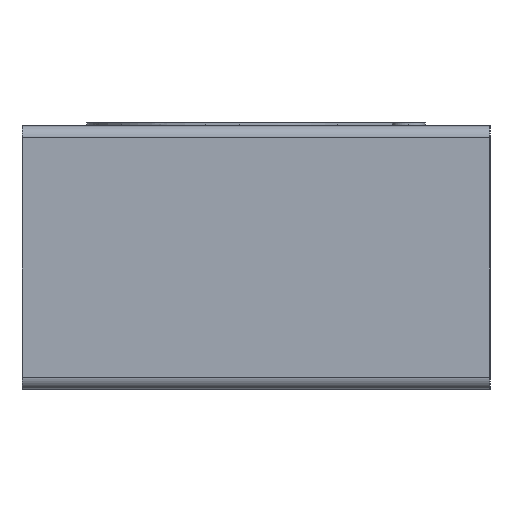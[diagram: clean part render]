
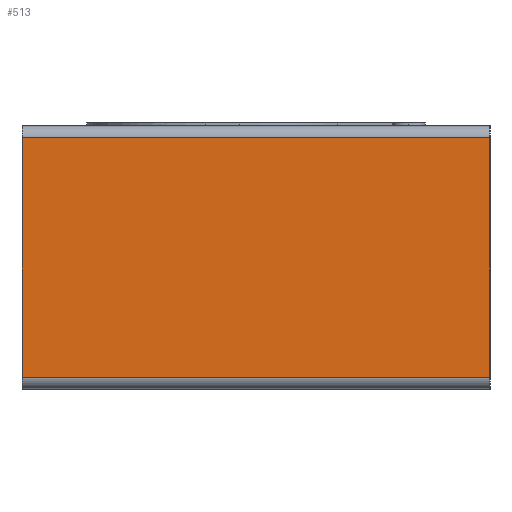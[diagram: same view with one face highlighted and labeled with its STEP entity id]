
A CAD part, left-side view. The second image highlights one B-rep face of the part: STEP entity #513.
In plain terms, the highlighted planar face has unit normal (-1, 0, 0).
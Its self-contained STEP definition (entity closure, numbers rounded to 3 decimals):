
#59 = PLANE('',#60);
#60 = AXIS2_PLACEMENT_3D('',#61,#62,#63);
#61 = CARTESIAN_POINT('',(-0.698,0.4,0.215));
#62 = DIRECTION('',(0.,1.,0.));
#63 = DIRECTION('',(0.,0.,1.));
#84 = VERTEX_POINT('',#85);
#85 = CARTESIAN_POINT('',(-0.8,0.4,0.02));
#100 = CYLINDRICAL_SURFACE('',#101,0.02);
#101 = AXIS2_PLACEMENT_3D('',#102,#103,#104);
#102 = CARTESIAN_POINT('',(-0.78,-0.4,0.02));
#103 = DIRECTION('',(0.,1.,0.));
#104 = DIRECTION('',(0.,0.,-1.));
#112 = EDGE_CURVE('',#84,#113,#115,.T.);
#113 = VERTEX_POINT('',#114);
#114 = CARTESIAN_POINT('',(-0.8,0.4,0.43));
#115 = SURFACE_CURVE('',#116,(#120,#127),.PCURVE_S1.);
#116 = LINE('',#117,#118);
#117 = CARTESIAN_POINT('',(-0.8,0.4,0.018));
#118 = VECTOR('',#119,1.);
#119 = DIRECTION('',(0.,0.,1.));
#120 = PCURVE('',#59,#121);
#121 = DEFINITIONAL_REPRESENTATION('',(#122),#126);
#122 = LINE('',#123,#124);
#123 = CARTESIAN_POINT('',(-0.197,-0.102));
#124 = VECTOR('',#125,1.);
#125 = DIRECTION('',(1.,0.));
#126 = ( GEOMETRIC_REPRESENTATION_CONTEXT(2) 
PARAMETRIC_REPRESENTATION_CONTEXT() REPRESENTATION_CONTEXT('2D SPACE',''
  ) );
#127 = PCURVE('',#128,#133);
#128 = PLANE('',#129);
#129 = AXIS2_PLACEMENT_3D('',#130,#131,#132);
#130 = CARTESIAN_POINT('',(-0.8,0.4,0.018));
#131 = DIRECTION('',(-1.,0.,0.));
#132 = DIRECTION('',(0.,-1.,0.));
#133 = DEFINITIONAL_REPRESENTATION('',(#134),#138);
#134 = LINE('',#135,#136);
#135 = CARTESIAN_POINT('',(0.,0.));
#136 = VECTOR('',#137,1.);
#137 = DIRECTION('',(0.,1.));
#138 = ( GEOMETRIC_REPRESENTATION_CONTEXT(2) 
PARAMETRIC_REPRESENTATION_CONTEXT() REPRESENTATION_CONTEXT('2D SPACE',''
  ) );
#157 = CYLINDRICAL_SURFACE('',#158,0.02);
#158 = AXIS2_PLACEMENT_3D('',#159,#160,#161);
#159 = CARTESIAN_POINT('',(-0.78,-0.4,0.43));
#160 = DIRECTION('',(0.,1.,0.));
#161 = DIRECTION('',(-1.,0.,0.));
#378 = PLANE('',#379);
#379 = AXIS2_PLACEMENT_3D('',#380,#381,#382);
#380 = CARTESIAN_POINT('',(-0.698,-0.4,0.215));
#381 = DIRECTION('',(0.,-1.,0.));
#382 = DIRECTION('',(-1.,0.,0.));
#415 = VERTEX_POINT('',#416);
#416 = CARTESIAN_POINT('',(-0.8,-0.4,0.02));
#442 = EDGE_CURVE('',#415,#84,#443,.T.);
#443 = SURFACE_CURVE('',#444,(#448,#455),.PCURVE_S1.);
#444 = LINE('',#445,#446);
#445 = CARTESIAN_POINT('',(-0.8,-0.4,0.02));
#446 = VECTOR('',#447,1.);
#447 = DIRECTION('',(0.,1.,0.));
#448 = PCURVE('',#100,#449);
#449 = DEFINITIONAL_REPRESENTATION('',(#450),#454);
#450 = LINE('',#451,#452);
#451 = CARTESIAN_POINT('',(1.571,0.));
#452 = VECTOR('',#453,1.);
#453 = DIRECTION('',(0.,1.));
#454 = ( GEOMETRIC_REPRESENTATION_CONTEXT(2) 
PARAMETRIC_REPRESENTATION_CONTEXT() REPRESENTATION_CONTEXT('2D SPACE',''
  ) );
#455 = PCURVE('',#128,#456);
#456 = DEFINITIONAL_REPRESENTATION('',(#457),#461);
#457 = LINE('',#458,#459);
#458 = CARTESIAN_POINT('',(0.8,0.003));
#459 = VECTOR('',#460,1.);
#460 = DIRECTION('',(-1.,0.));
#461 = ( GEOMETRIC_REPRESENTATION_CONTEXT(2) 
PARAMETRIC_REPRESENTATION_CONTEXT() REPRESENTATION_CONTEXT('2D SPACE',''
  ) );
#513 = ADVANCED_FACE('',(#514),#128,.T.);
#514 = FACE_BOUND('',#515,.T.);
#515 = EDGE_LOOP('',(#516,#517,#518,#541));
#516 = ORIENTED_EDGE('',*,*,#112,.F.);
#517 = ORIENTED_EDGE('',*,*,#442,.F.);
#518 = ORIENTED_EDGE('',*,*,#519,.T.);
#519 = EDGE_CURVE('',#415,#520,#522,.T.);
#520 = VERTEX_POINT('',#521);
#521 = CARTESIAN_POINT('',(-0.8,-0.4,0.43));
#522 = SURFACE_CURVE('',#523,(#527,#534),.PCURVE_S1.);
#523 = LINE('',#524,#525);
#524 = CARTESIAN_POINT('',(-0.8,-0.4,0.018));
#525 = VECTOR('',#526,1.);
#526 = DIRECTION('',(0.,0.,1.));
#527 = PCURVE('',#128,#528);
#528 = DEFINITIONAL_REPRESENTATION('',(#529),#533);
#529 = LINE('',#530,#531);
#530 = CARTESIAN_POINT('',(0.8,0.));
#531 = VECTOR('',#532,1.);
#532 = DIRECTION('',(0.,1.));
#533 = ( GEOMETRIC_REPRESENTATION_CONTEXT(2) 
PARAMETRIC_REPRESENTATION_CONTEXT() REPRESENTATION_CONTEXT('2D SPACE',''
  ) );
#534 = PCURVE('',#378,#535);
#535 = DEFINITIONAL_REPRESENTATION('',(#536),#540);
#536 = LINE('',#537,#538);
#537 = CARTESIAN_POINT('',(0.102,0.197));
#538 = VECTOR('',#539,1.);
#539 = DIRECTION('',(0.,-1.));
#540 = ( GEOMETRIC_REPRESENTATION_CONTEXT(2) 
PARAMETRIC_REPRESENTATION_CONTEXT() REPRESENTATION_CONTEXT('2D SPACE',''
  ) );
#541 = ORIENTED_EDGE('',*,*,#542,.T.);
#542 = EDGE_CURVE('',#520,#113,#543,.T.);
#543 = SURFACE_CURVE('',#544,(#548,#555),.PCURVE_S1.);
#544 = LINE('',#545,#546);
#545 = CARTESIAN_POINT('',(-0.8,-0.4,0.43));
#546 = VECTOR('',#547,1.);
#547 = DIRECTION('',(0.,1.,0.));
#548 = PCURVE('',#128,#549);
#549 = DEFINITIONAL_REPRESENTATION('',(#550),#554);
#550 = LINE('',#551,#552);
#551 = CARTESIAN_POINT('',(0.8,0.413));
#552 = VECTOR('',#553,1.);
#553 = DIRECTION('',(-1.,0.));
#554 = ( GEOMETRIC_REPRESENTATION_CONTEXT(2) 
PARAMETRIC_REPRESENTATION_CONTEXT() REPRESENTATION_CONTEXT('2D SPACE',''
  ) );
#555 = PCURVE('',#157,#556);
#556 = DEFINITIONAL_REPRESENTATION('',(#557),#561);
#557 = LINE('',#558,#559);
#558 = CARTESIAN_POINT('',(0.,0.));
#559 = VECTOR('',#560,1.);
#560 = DIRECTION('',(0.,1.));
#561 = ( GEOMETRIC_REPRESENTATION_CONTEXT(2) 
PARAMETRIC_REPRESENTATION_CONTEXT() REPRESENTATION_CONTEXT('2D SPACE',''
  ) );
